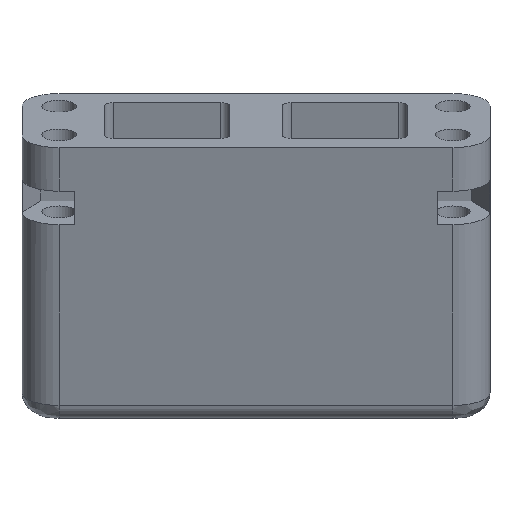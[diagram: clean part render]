
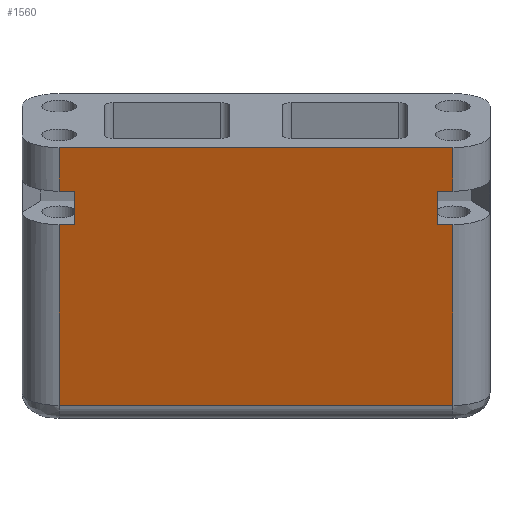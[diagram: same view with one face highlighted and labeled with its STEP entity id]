
A CAD part, front view. The second image highlights one B-rep face of the part: STEP entity #1560.
In plain terms, the highlighted planar face has unit normal (0, -0.94, -0.342).
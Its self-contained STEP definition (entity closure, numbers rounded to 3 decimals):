
#33=PLANE('',#1677);
#98=FACE_OUTER_BOUND('',#186,.T.);
#186=EDGE_LOOP('',(#1095,#1096,#1097,#1098,#1099,#1100,#1101,#1102,#1103,
#1104,#1105,#1106));
#286=LINE('',#2320,#442);
#291=LINE('',#2374,#447);
#293=LINE('',#2382,#449);
#295=LINE('',#2388,#451);
#296=LINE('',#2390,#452);
#297=LINE('',#2392,#453);
#298=LINE('',#2394,#454);
#299=LINE('',#2396,#455);
#300=LINE('',#2397,#456);
#301=LINE('',#2399,#457);
#302=LINE('',#2401,#458);
#303=LINE('',#2402,#459);
#442=VECTOR('',#1834,10.);
#447=VECTOR('',#1865,10.);
#449=VECTOR('',#1871,10.);
#451=VECTOR('',#1877,10.);
#452=VECTOR('',#1878,10.);
#453=VECTOR('',#1879,10.);
#454=VECTOR('',#1880,10.);
#455=VECTOR('',#1881,10.);
#456=VECTOR('',#1882,10.);
#457=VECTOR('',#1883,10.);
#458=VECTOR('',#1884,10.);
#459=VECTOR('',#1885,10.);
#675=VERTEX_POINT('',#2310);
#677=VERTEX_POINT('',#2316);
#687=VERTEX_POINT('',#2373);
#690=VERTEX_POINT('',#2379);
#691=VERTEX_POINT('',#2381);
#693=VERTEX_POINT('',#2387);
#694=VERTEX_POINT('',#2389);
#695=VERTEX_POINT('',#2391);
#696=VERTEX_POINT('',#2393);
#697=VERTEX_POINT('',#2395);
#698=VERTEX_POINT('',#2398);
#699=VERTEX_POINT('',#2400);
#832=EDGE_CURVE('',#675,#677,#286,.T.);
#847=EDGE_CURVE('',#687,#677,#291,.T.);
#851=EDGE_CURVE('',#691,#690,#293,.T.);
#854=EDGE_CURVE('',#693,#675,#295,.T.);
#855=EDGE_CURVE('',#693,#694,#296,.T.);
#856=EDGE_CURVE('',#694,#695,#297,.T.);
#857=EDGE_CURVE('',#695,#696,#298,.T.);
#858=EDGE_CURVE('',#697,#696,#299,.T.);
#859=EDGE_CURVE('',#697,#691,#300,.T.);
#860=EDGE_CURVE('',#690,#698,#301,.T.);
#861=EDGE_CURVE('',#698,#699,#302,.T.);
#862=EDGE_CURVE('',#699,#687,#303,.T.);
#1095=ORIENTED_EDGE('',*,*,#832,.F.);
#1096=ORIENTED_EDGE('',*,*,#854,.F.);
#1097=ORIENTED_EDGE('',*,*,#855,.T.);
#1098=ORIENTED_EDGE('',*,*,#856,.T.);
#1099=ORIENTED_EDGE('',*,*,#857,.T.);
#1100=ORIENTED_EDGE('',*,*,#858,.F.);
#1101=ORIENTED_EDGE('',*,*,#859,.T.);
#1102=ORIENTED_EDGE('',*,*,#851,.T.);
#1103=ORIENTED_EDGE('',*,*,#860,.T.);
#1104=ORIENTED_EDGE('',*,*,#861,.T.);
#1105=ORIENTED_EDGE('',*,*,#862,.T.);
#1106=ORIENTED_EDGE('',*,*,#847,.T.);
#1560=ADVANCED_FACE('',(#98),#33,.T.);
#1677=AXIS2_PLACEMENT_3D('',#2386,#1875,#1876);
#1834=DIRECTION('',(-1.,0.,0.));
#1865=DIRECTION('',(0.,0.342,-0.94));
#1871=DIRECTION('',(0.,0.342,-0.94));
#1875=DIRECTION('center_axis',(0.,-0.94,
-0.342));
#1876=DIRECTION('ref_axis',(-1.,0.,0.));
#1877=DIRECTION('',(0.,0.342,-0.94));
#1878=DIRECTION('',(-1.,0.,0.));
#1879=DIRECTION('',(0.,-0.342,0.94));
#1880=DIRECTION('',(1.,0.,0.));
#1881=DIRECTION('',(0.,0.342,-0.94));
#1882=DIRECTION('',(-1.,0.,0.));
#1883=DIRECTION('',(1.,0.,0.));
#1884=DIRECTION('',(0.,0.342,-0.94));
#1885=DIRECTION('',(-1.,0.,0.));
#2310=CARTESIAN_POINT('',(46.154,60.285,-98.579));
#2316=CARTESIAN_POINT('',(6.246,60.285,-98.579));
#2320=CARTESIAN_POINT('',(36.177,60.285,-98.579));
#2373=CARTESIAN_POINT('',(6.246,53.616,-80.255));
#2374=CARTESIAN_POINT('',(6.246,50.777,-72.456));
#2379=CARTESIAN_POINT('',(6.246,52.384,-76.872));
#2381=CARTESIAN_POINT('',(6.246,50.777,-72.456));
#2382=CARTESIAN_POINT('',(6.246,50.777,-72.456));
#2386=CARTESIAN_POINT('Origin',(46.154,50.777,-72.456));
#2387=CARTESIAN_POINT('',(46.154,53.616,-80.255));
#2388=CARTESIAN_POINT('',(46.154,50.777,-72.456));
#2389=CARTESIAN_POINT('',(44.624,53.616,-80.255));
#2390=CARTESIAN_POINT('',(46.168,53.616,-80.255));
#2391=CARTESIAN_POINT('',(44.624,52.384,-76.872));
#2392=CARTESIAN_POINT('',(44.624,52.196,-76.355));
#2393=CARTESIAN_POINT('',(46.154,52.384,-76.872));
#2394=CARTESIAN_POINT('',(46.168,52.384,-76.872));
#2395=CARTESIAN_POINT('',(46.154,50.777,-72.456));
#2396=CARTESIAN_POINT('',(46.154,50.777,-72.456));
#2397=CARTESIAN_POINT('',(46.154,50.777,-72.456));
#2398=CARTESIAN_POINT('',(7.776,52.384,-76.872));
#2399=CARTESIAN_POINT('',(26.187,52.384,-76.872));
#2400=CARTESIAN_POINT('',(7.776,53.616,-80.255));
#2401=CARTESIAN_POINT('',(7.776,52.196,-76.355));
#2402=CARTESIAN_POINT('',(26.187,53.616,-80.255));
